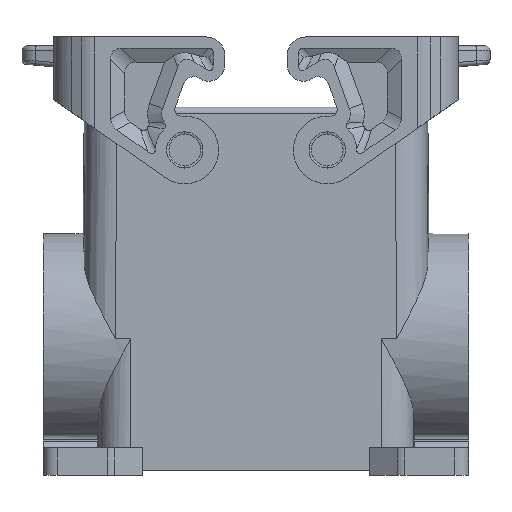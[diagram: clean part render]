
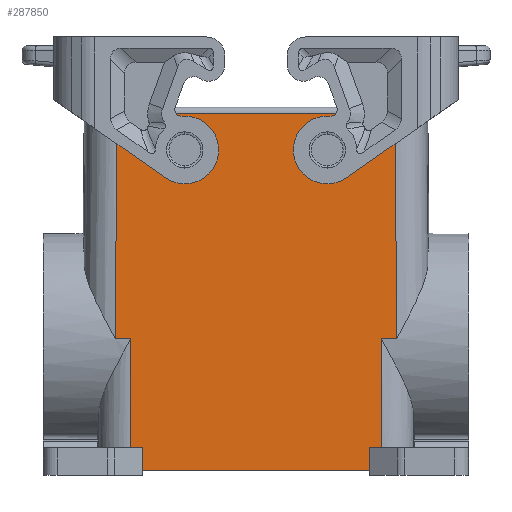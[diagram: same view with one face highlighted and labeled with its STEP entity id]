
A CAD part, front view. The second image highlights one B-rep face of the part: STEP entity #287850.
In plain terms, the highlighted face is planar.
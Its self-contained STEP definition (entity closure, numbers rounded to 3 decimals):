
#6800=CARTESIAN_POINT('',(-57.393,-26.195,
23.435));
#6810=VERTEX_POINT('',#6800);
#6840=CARTESIAN_POINT('',(-67.054,-26.195,
23.435));
#6850=DIRECTION('',(-1.,0.,0.));
#6860=VECTOR('',#6850,1.);
#6870=LINE('',#6840,#6860);
#6880=CARTESIAN_POINT('',(-53.903,-26.195,
23.435));
#6890=VERTEX_POINT('',#6880);
#6900=EDGE_CURVE('',#6890,#6810,#6870,.T.);
#10050=CARTESIAN_POINT('',(1.41,-26.195,
23.435));
#10060=VERTEX_POINT('',#10050);
#10110=CARTESIAN_POINT('',(1.321,-26.195,
23.435));
#10120=DIRECTION('',(1.,0.,0.));
#10130=VECTOR('',#10120,1.);
#10140=LINE('',#10110,#10130);
#10150=CARTESIAN_POINT('',(4.9,-26.195,
23.435));
#10160=VERTEX_POINT('',#10150);
#10170=EDGE_CURVE('',#10060,#10160,#10140,.T.);
#19710=CARTESIAN_POINT('',(1.615,-50.4,23.646))
;
#19720=VERTEX_POINT('',#19710);
#19750=CARTESIAN_POINT('',(1.615,-50.4,
23.646));
#19760=CARTESIAN_POINT('',(1.547,-42.331,
23.575));
#19770=CARTESIAN_POINT('',(1.479,-34.263,
23.505));
#19780=CARTESIAN_POINT('',(1.41,-26.195,
23.435));
#19790=B_SPLINE_CURVE_WITH_KNOTS('',3,(#19750,#19760,#19770,#19780),
.UNSPECIFIED.,.F.,.F.,(4,4),(0.,24.206),.UNSPECIFIED.);
#19800=EDGE_CURVE('',#19720,#10060,#19790,.T.);
#27910=CARTESIAN_POINT('',(-56.966,23.6,23.)
);
#27920=VERTEX_POINT('',#27910);
#28580=CARTESIAN_POINT('',(4.473,23.6,23.))
;
#28590=VERTEX_POINT('',#28580);
#28620=CARTESIAN_POINT('',(0.,23.6,23.));
#28630=DIRECTION('',(1.,0.,0.));
#28640=VECTOR('',#28630,1.);
#28650=LINE('',#28620,#28640);
#28660=EDGE_CURVE('',#27920,#28590,#28650,.T.);
#29170=CARTESIAN_POINT('',(0.,-50.4,23.646));
#29180=DIRECTION('',(1.,0.,0.));
#29190=VECTOR('',#29180,1.);
#29200=LINE('',#29170,#29190);
#29210=CARTESIAN_POINT('',(-1.097,-50.4,23.646)
);
#29220=VERTEX_POINT('',#29210);
#29230=EDGE_CURVE('',#29220,#19720,#29200,.T.);
#30190=CARTESIAN_POINT('',(-1.097,-55.4,23.689
));
#30200=VERTEX_POINT('',#30190);
#30230=CARTESIAN_POINT('',(-1.097,0.,23.206));
#30240=DIRECTION('',(0.,1.,
-0.009));
#30250=VECTOR('',#30240,1.);
#30260=LINE('',#30230,#30250);
#30270=EDGE_CURVE('',#30200,#29220,#30260,.T.);
#31530=CARTESIAN_POINT('',(-45.497,15.5,
23.071));
#31540=VERTEX_POINT('',#31530);
#31720=CARTESIAN_POINT('',(-38.497,15.5,
23.071));
#31730=VERTEX_POINT('',#31720);
#31760=CARTESIAN_POINT('',(-41.997,15.5,
23.071));
#31770=DIRECTION('',(0.,0.009,
1.));
#31780=DIRECTION('',(0.,1.,
-0.009));
#31790=AXIS2_PLACEMENT_3D('',#31760,#31770,#31780);
#31800=ELLIPSE('',#31790,3.5,3.5);
#31810=EDGE_CURVE('',#31540,#31730,#31800,.T.);
#88930=EDGE_CURVE('',#31730,#31540,#31800,.T.);
#93300=CARTESIAN_POINT('',(4.675,0.061,
23.205));
#93310=DIRECTION('',(0.009,-1.,
0.009));
#93320=VECTOR('',#93310,1.);
#93330=LINE('',#93300,#93320);
#93340=EDGE_CURVE('',#28590,#10160,#93330,.T.);
#93590=CARTESIAN_POINT('',(-51.397,-55.4,23.689)
);
#93600=VERTEX_POINT('',#93590);
#93630=CARTESIAN_POINT('',(0.,-55.4,23.689));
#93640=DIRECTION('',(-1.,0.,0.));
#93650=VECTOR('',#93640,1.);
#93660=LINE('',#93630,#93650);
#93670=EDGE_CURVE('',#30200,#93600,#93660,.T.);
#247010=CARTESIAN_POINT('',(-6.997,15.5,
23.071));
#247020=VERTEX_POINT('',#247010);
#247200=CARTESIAN_POINT('',(-13.997,15.5,
23.071));
#247210=VERTEX_POINT('',#247200);
#247240=CARTESIAN_POINT('',(-10.497,15.5,
23.071));
#247250=DIRECTION('',(0.,0.009,
1.));
#247260=DIRECTION('',(0.,1.,
-0.009));
#247270=AXIS2_PLACEMENT_3D('',#247240,#247250,#247260);
#247280=ELLIPSE('',#247270,3.5,3.5);
#247290=EDGE_CURVE('',#247020,#247210,#247280,.T.);
#247420=CARTESIAN_POINT('',(-57.168,0.061,
23.205));
#247430=DIRECTION('',(-0.009,-1.,
0.009));
#247440=VECTOR('',#247430,1.);
#247450=LINE('',#247420,#247440);
#247460=EDGE_CURVE('',#27920,#6810,#247450,.T.);
#266210=EDGE_CURVE('',#247210,#247020,#247280,.T.);
#267170=CARTESIAN_POINT('',(-54.108,-50.339,
23.645));
#267180=DIRECTION('',(-0.009,-1.,
0.009));
#267190=VECTOR('',#267180,1.);
#267200=LINE('',#267170,#267190);
#267210=CARTESIAN_POINT('',(-54.109,-50.4,
23.646));
#267220=VERTEX_POINT('',#267210);
#267230=EDGE_CURVE('',#6890,#267220,#267200,.T.);
#287020=CARTESIAN_POINT('',(-51.397,-50.4,23.646
));
#287030=VERTEX_POINT('',#287020);
#287140=CARTESIAN_POINT('',(0.,-50.4,23.646));
#287150=DIRECTION('',(1.,0.,0.));
#287160=VECTOR('',#287150,1.);
#287170=LINE('',#287140,#287160);
#287180=EDGE_CURVE('',#267220,#287030,#287170,.T.);
#287400=CARTESIAN_POINT('',(-51.397,0.,23.206));
#287410=DIRECTION('',(0.,1.,
-0.009));
#287420=VECTOR('',#287410,1.);
#287430=LINE('',#287400,#287420);
#287440=EDGE_CURVE('',#93600,#287030,#287430,.T.);
#287580=CARTESIAN_POINT('',(-74.247,1.601,
23.192));
#287590=DIRECTION('',(0.,0.009,
1.));
#287600=DIRECTION('',(1.,0.,0.));
#287610=AXIS2_PLACEMENT_3D('',#287580,#287590,#287600);
#287620=PLANE('',#287610);
#287630=ORIENTED_EDGE('',*,*,#266210,.F.);
#287640=ORIENTED_EDGE('',*,*,#247290,.F.);
#287650=EDGE_LOOP('',(#287640,#287630));
#287660=FACE_BOUND('',#287650,.T.);
#287670=ORIENTED_EDGE('',*,*,#88930,.F.);
#287680=ORIENTED_EDGE('',*,*,#31810,.F.);
#287690=EDGE_LOOP('',(#287680,#287670));
#287700=FACE_BOUND('',#287690,.T.);
#287710=ORIENTED_EDGE('',*,*,#287180,.T.);
#287720=ORIENTED_EDGE('',*,*,#267230,.T.);
#287730=ORIENTED_EDGE('',*,*,#6900,.F.);
#287740=ORIENTED_EDGE('',*,*,#247460,.T.);
#287750=ORIENTED_EDGE('',*,*,#28660,.F.);
#287760=ORIENTED_EDGE('',*,*,#93340,.F.);
#287770=ORIENTED_EDGE('',*,*,#10170,.T.);
#287780=ORIENTED_EDGE('',*,*,#19800,.T.);
#287790=ORIENTED_EDGE('',*,*,#29230,.T.);
#287800=ORIENTED_EDGE('',*,*,#30270,.T.);
#287810=ORIENTED_EDGE('',*,*,#93670,.F.);
#287820=ORIENTED_EDGE('',*,*,#287440,.F.);
#287830=EDGE_LOOP('',(#287820,#287810,#287800,#287790,#287780,#287770,
#287760,#287750,#287740,#287730,#287720,#287710));
#287840=FACE_OUTER_BOUND('',#287830,.T.);
#287850=ADVANCED_FACE('',(#287660,#287700,#287840),#287620,.T.);
